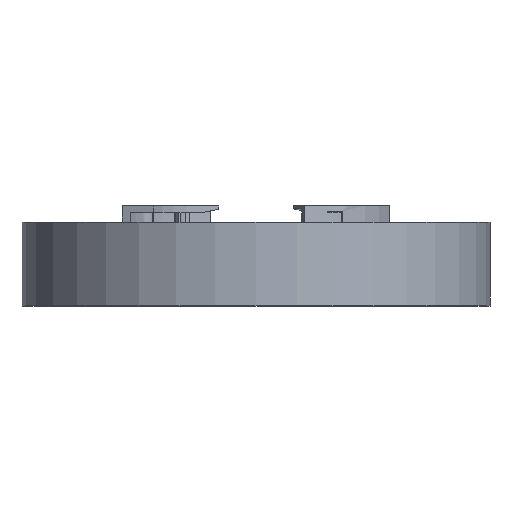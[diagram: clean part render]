
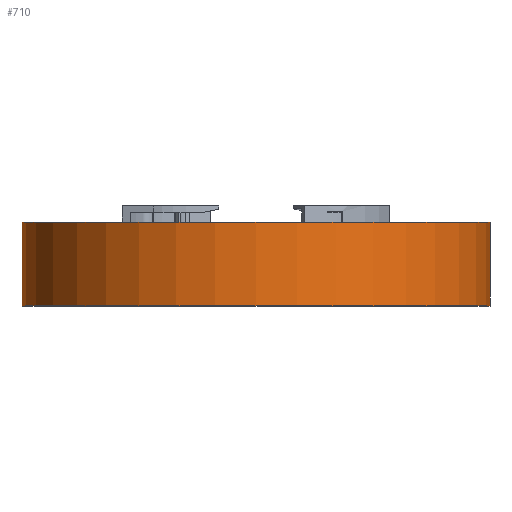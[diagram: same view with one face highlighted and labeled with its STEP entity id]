
A CAD part, top view. The second image highlights one B-rep face of the part: STEP entity #710.
In plain terms, the highlighted cylindrical face has radius 100 mm (diameter 200 mm), a partial arc.
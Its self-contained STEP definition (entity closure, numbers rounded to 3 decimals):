
#232 = ORIENTED_EDGE ( 'NONE', *, *, #1885, .T. ) ;
#245 = EDGE_CURVE ( 'NONE', #1434, #2275, #2952, .T. ) ;
#390 = EDGE_LOOP ( 'NONE', ( #641, #232, #512, #1170 ) ) ;
#392 = AXIS2_PLACEMENT_3D ( 'NONE', #2231, #2789, #2532 ) ;
#512 = ORIENTED_EDGE ( 'NONE', *, *, #2083, .F. ) ;
#641 = ORIENTED_EDGE ( 'NONE', *, *, #1335, .T. ) ;
#698 = CARTESIAN_POINT ( 'NONE',  ( 100., 158.92, 0. ) ) ;
#710 = ADVANCED_FACE ( 'NONE', ( #2684 ), #1304, .T. ) ;
#809 = CIRCLE ( 'NONE', #1318, 100. ) ;
#820 = CARTESIAN_POINT ( 'NONE',  ( 0., 123.206, 0. ) ) ;
#862 = VECTOR ( 'NONE', #1400, 1000. ) ;
#1018 = CARTESIAN_POINT ( 'NONE',  ( 0., -12.094, 0. ) ) ;
#1170 = ORIENTED_EDGE ( 'NONE', *, *, #245, .F. ) ;
#1225 = VERTEX_POINT ( 'NONE', #2920 ) ;
#1304 = CYLINDRICAL_SURFACE ( 'NONE', #3169, 100. ) ;
#1318 = AXIS2_PLACEMENT_3D ( 'NONE', #820, #1600, #3328 ) ;
#1335 = EDGE_CURVE ( 'NONE', #1434, #1368, #1965, .T. ) ;
#1368 = VERTEX_POINT ( 'NONE', #3043 ) ;
#1400 = DIRECTION ( 'NONE',  ( 0., -1., 0. ) ) ;
#1434 = VERTEX_POINT ( 'NONE', #698 ) ;
#1561 = CARTESIAN_POINT ( 'NONE',  ( 100., 123.206, 0. ) ) ;
#1600 = DIRECTION ( 'NONE',  ( 0., -1., 0. ) ) ;
#1885 = EDGE_CURVE ( 'NONE', #1368, #1225, #3123, .T. ) ;
#1965 = CIRCLE ( 'NONE', #392, 100. ) ;
#2075 = CARTESIAN_POINT ( 'NONE',  ( -100., -12.094, 0. ) ) ;
#2083 = EDGE_CURVE ( 'NONE', #2275, #1225, #809, .T. ) ;
#2231 = CARTESIAN_POINT ( 'NONE',  ( 0., 158.92, 0. ) ) ;
#2275 = VERTEX_POINT ( 'NONE', #1561 ) ;
#2342 = DIRECTION ( 'NONE',  ( 0., -1., 0. ) ) ;
#2532 = DIRECTION ( 'NONE',  ( 1., 0., 0. ) ) ;
#2684 = FACE_OUTER_BOUND ( 'NONE', #390, .T. ) ;
#2789 = DIRECTION ( 'NONE',  ( 0., -1., 0. ) ) ;
#2920 = CARTESIAN_POINT ( 'NONE',  ( -100., 123.206, 0. ) ) ;
#2932 = VECTOR ( 'NONE', #2342, 1000. ) ;
#2939 = DIRECTION ( 'NONE',  ( 1., 0., 0. ) ) ;
#2952 = LINE ( 'NONE', #3274, #862 ) ;
#3043 = CARTESIAN_POINT ( 'NONE',  ( -100., 158.92, 0. ) ) ;
#3123 = LINE ( 'NONE', #2075, #2932 ) ;
#3168 = DIRECTION ( 'NONE',  ( 0., -1., 0. ) ) ;
#3169 = AXIS2_PLACEMENT_3D ( 'NONE', #1018, #3168, #2939 ) ;
#3274 = CARTESIAN_POINT ( 'NONE',  ( 100., -12.094, 0. ) ) ;
#3328 = DIRECTION ( 'NONE',  ( 1., 0., 0. ) ) ;
